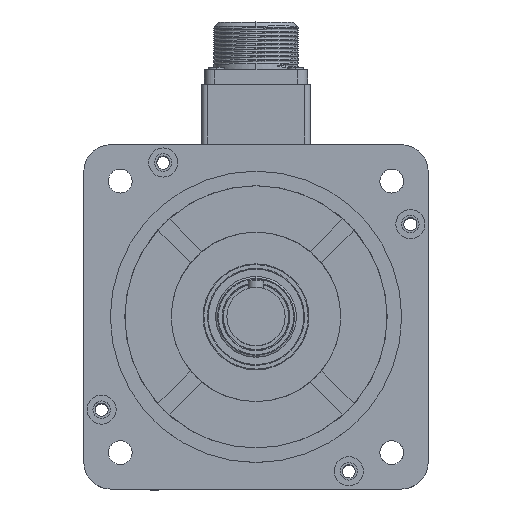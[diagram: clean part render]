
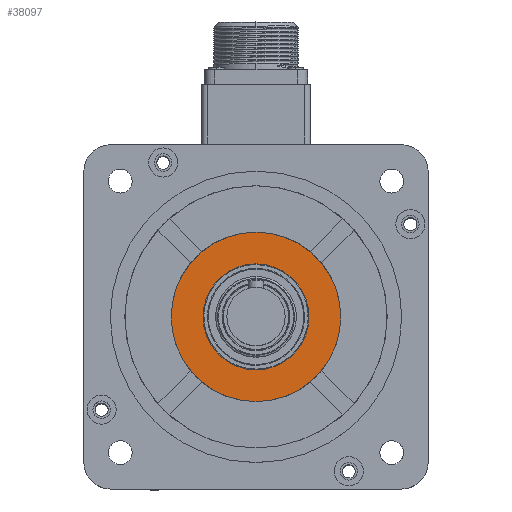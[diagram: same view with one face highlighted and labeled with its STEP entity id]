
A CAD part, top view. The second image highlights one B-rep face of the part: STEP entity #38097.
In plain terms, the highlighted planar face has unit normal (0, 0, 1).
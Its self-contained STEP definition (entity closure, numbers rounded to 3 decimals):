
#4734 = CIRCLE ( 'NONE', #4739, 20. ) ;
#4738 = CIRCLE ( 'NONE', #4743, 32. ) ;
#4739 = AXIS2_PLACEMENT_3D ( 'NONE', #5254, #5255, #5256 ) ;
#4743 = AXIS2_PLACEMENT_3D ( 'NONE', #5260, #5261, #5262 ) ;
#5254 = CARTESIAN_POINT ( 'NONE',  ( -51.531, -29.885, 124.996 ) ) ;
#5255 = DIRECTION ( 'NONE',  ( 0., 0., 1. ) ) ;
#5256 = DIRECTION ( 'NONE',  ( -1., 0., 0. ) ) ;
#5260 = CARTESIAN_POINT ( 'NONE',  ( -51.531, -29.885, 124.996 ) ) ;
#5261 = DIRECTION ( 'NONE',  ( 0., 0., -1. ) ) ;
#5262 = DIRECTION ( 'NONE',  ( -1., 0., 0. ) ) ;
#16437 = CIRCLE ( 'NONE', #16439, 32. ) ;
#16439 = AXIS2_PLACEMENT_3D ( 'NONE', #18363, #18364, #18365 ) ;
#16461 = CIRCLE ( 'NONE', #16463, 20. ) ;
#16463 = AXIS2_PLACEMENT_3D ( 'NONE', #18411, #18412, #18413 ) ;
#18363 = CARTESIAN_POINT ( 'NONE',  ( -51.531, -29.885, 124.996 ) ) ;
#18364 = DIRECTION ( 'NONE',  ( 0., 0., -1. ) ) ;
#18365 = DIRECTION ( 'NONE',  ( -1., 0., 0. ) ) ;
#18411 = CARTESIAN_POINT ( 'NONE',  ( -51.531, -29.885, 124.996 ) ) ;
#18412 = DIRECTION ( 'NONE',  ( 0., 0., 1. ) ) ;
#18413 = DIRECTION ( 'NONE',  ( -1., 0., 0. ) ) ;
#21865 = ORIENTED_EDGE ( 'NONE', *, *, #52111, .F. ) ;
#21866 = ORIENTED_EDGE ( 'NONE', *, *, #43076, .F. ) ;
#21867 = ORIENTED_EDGE ( 'NONE', *, *, #52095, .F. ) ;
#21868 = ORIENTED_EDGE ( 'NONE', *, *, #43078, .F. ) ;
#33267 = CARTESIAN_POINT ( 'NONE',  ( -51.531, -9.885, 124.996 ) ) ;
#33274 = FACE_BOUND ( 'NONE', #47042, .T. ) ;
#33275 = FACE_OUTER_BOUND ( 'NONE', #47052, .T. ) ;
#33276 = PLANE ( 'NONE',  #60592 ) ;
#33280 = DIRECTION ( 'NONE',  ( 0., 0., -1. ) ) ;
#33282 = DIRECTION ( 'NONE',  ( -1., 0., 0. ) ) ;
#38097 = ADVANCED_FACE ( 'NONE', ( #33274, #33275 ), #33276, .F. ) ;
#40500 = VERTEX_POINT ( 'NONE', #52673 ) ;
#40504 = VERTEX_POINT ( 'NONE', #52677 ) ;
#40519 = VERTEX_POINT ( 'NONE', #52702 ) ;
#40520 = VERTEX_POINT ( 'NONE', #52704 ) ;
#43076 = EDGE_CURVE ( 'NONE', #40520, #40519, #4734, .T. ) ;
#43078 = EDGE_CURVE ( 'NONE', #40504, #40500, #4738, .T. ) ;
#47042 = EDGE_LOOP ( 'NONE', ( #21865, #21866 ) ) ;
#47052 = EDGE_LOOP ( 'NONE', ( #21867, #21868 ) ) ;
#52095 = EDGE_CURVE ( 'NONE', #40500, #40504, #16437, .T. ) ;
#52111 = EDGE_CURVE ( 'NONE', #40519, #40520, #16461, .T. ) ;
#52673 = CARTESIAN_POINT ( 'NONE',  ( -83.531, -29.885, 124.996 ) ) ;
#52677 = CARTESIAN_POINT ( 'NONE',  ( -19.531, -29.885, 124.996 ) ) ;
#52702 = CARTESIAN_POINT ( 'NONE',  ( -71.531, -29.885, 124.996 ) ) ;
#52704 = CARTESIAN_POINT ( 'NONE',  ( -31.531, -29.885, 124.996 ) ) ;
#60592 = AXIS2_PLACEMENT_3D ( 'NONE', #33267, #33280, #33282 ) ;
